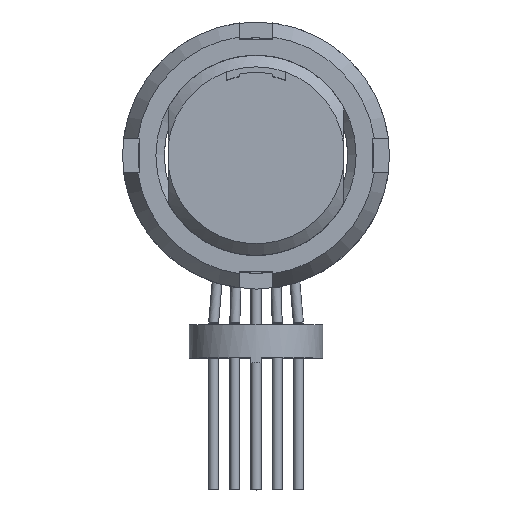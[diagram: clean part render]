
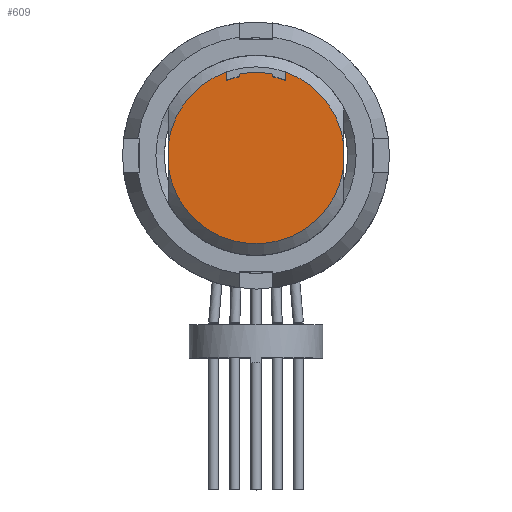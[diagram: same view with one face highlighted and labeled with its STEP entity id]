
A CAD part, top view. The second image highlights one B-rep face of the part: STEP entity #609.
In plain terms, the highlighted planar face has unit normal (0, 0, 1).
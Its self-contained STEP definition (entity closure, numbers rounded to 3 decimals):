
#609 = ADVANCED_FACE( '', ( #1415 ), #1416, .T. );
#1415 = FACE_OUTER_BOUND( '', #2677, .T. );
#1416 = PLANE( '', #2678 );
#2677 = EDGE_LOOP( '', ( #4419, #4420, #4421, #4422, #4423, #4424, #4425, #4426, #4427, #4428, #4429, #4430 ) );
#2678 = AXIS2_PLACEMENT_3D( '', #4431, #4432, #4433 );
#4419 = ORIENTED_EDGE( '', *, *, #6694, .T. );
#4420 = ORIENTED_EDGE( '', *, *, #6695, .T. );
#4421 = ORIENTED_EDGE( '', *, *, #6696, .T. );
#4422 = ORIENTED_EDGE( '', *, *, #6697, .T. );
#4423 = ORIENTED_EDGE( '', *, *, #6698, .T. );
#4424 = ORIENTED_EDGE( '', *, *, #6699, .T. );
#4425 = ORIENTED_EDGE( '', *, *, #6700, .T. );
#4426 = ORIENTED_EDGE( '', *, *, #6701, .F. );
#4427 = ORIENTED_EDGE( '', *, *, #6702, .F. );
#4428 = ORIENTED_EDGE( '', *, *, #6329, .F. );
#4429 = ORIENTED_EDGE( '', *, *, #6703, .F. );
#4430 = ORIENTED_EDGE( '', *, *, #6637, .F. );
#4431 = CARTESIAN_POINT( '', ( 5.065, 0., 16.5 ) );
#4432 = DIRECTION( '', ( 0., 0., 1. ) );
#4433 = DIRECTION( '', ( 1., 0., 0. ) );
#6329 = EDGE_CURVE( '', #7351, #7352, #7353, .T. );
#6637 = EDGE_CURVE( '', #7879, #7880, #7881, .T. );
#6694 = EDGE_CURVE( '', #7879, #7965, #7966, .T. );
#6695 = EDGE_CURVE( '', #7965, #7967, #7968, .T. );
#6696 = EDGE_CURVE( '', #7967, #7969, #7970, .T. );
#6697 = EDGE_CURVE( '', #7969, #7971, #7972, .T. );
#6698 = EDGE_CURVE( '', #7971, #7973, #7974, .T. );
#6699 = EDGE_CURVE( '', #7973, #7975, #7976, .T. );
#6700 = EDGE_CURVE( '', #7975, #7977, #7978, .T. );
#6701 = EDGE_CURVE( '', #7979, #7977, #7980, .T. );
#6702 = EDGE_CURVE( '', #7352, #7979, #7981, .T. );
#6703 = EDGE_CURVE( '', #7880, #7351, #7982, .T. );
#7351 = VERTEX_POINT( '', #8841 );
#7352 = VERTEX_POINT( '', #8842 );
#7353 = CIRCLE( '', #8843, 5. );
#7879 = VERTEX_POINT( '', #9768 );
#7880 = VERTEX_POINT( '', #9769 );
#7881 = CIRCLE( '', #9770, 4.805 );
#7965 = VERTEX_POINT( '', #9942 );
#7966 = LINE( '', #9943, #9944 );
#7967 = VERTEX_POINT( '', #9945 );
#7968 = CIRCLE( '', #9946, 5.3 );
#7969 = VERTEX_POINT( '', #9947 );
#7970 = LINE( '', #9948, #9949 );
#7971 = VERTEX_POINT( '', #9950 );
#7972 = CIRCLE( '', #9951, 5.3 );
#7973 = VERTEX_POINT( '', #9952 );
#7974 = LINE( '', #9953, #9954 );
#7975 = VERTEX_POINT( '', #9955 );
#7976 = CIRCLE( '', #9956, 5.3 );
#7977 = VERTEX_POINT( '', #9957 );
#7978 = LINE( '', #9958, #9959 );
#7979 = VERTEX_POINT( '', #9960 );
#7980 = CIRCLE( '', #9961, 4.805 );
#7981 = LINE( '', #9962, #9963 );
#7982 = LINE( '', #9964, #9965 );
#8841 = CARTESIAN_POINT( '', ( -1.01, 4.867, 16.5 ) );
#8842 = CARTESIAN_POINT( '', ( 1.01, 4.867, 16.5 ) );
#8843 = AXIS2_PLACEMENT_3D( '', #11490, #11491, #11492 );
#9768 = CARTESIAN_POINT( '', ( -1.75, 4.476, 16.5 ) );
#9769 = CARTESIAN_POINT( '', ( -1.01, 4.698, 16.5 ) );
#9770 = AXIS2_PLACEMENT_3D( '', #11832, #11833, #11834 );
#9942 = CARTESIAN_POINT( '', ( -1.75, 5.003, 16.5 ) );
#9943 = CARTESIAN_POINT( '', ( -1.75, 2.501, 16.5 ) );
#9944 = VECTOR( '', #11887, 1000. );
#9945 = CARTESIAN_POINT( '', ( -5.25, 0.726, 16.5 ) );
#9946 = AXIS2_PLACEMENT_3D( '', #11888, #11889, #11890 );
#9947 = CARTESIAN_POINT( '', ( -5.25, -0.726, 16.5 ) );
#9948 = CARTESIAN_POINT( '', ( -5.25, -1.452, 16.5 ) );
#9949 = VECTOR( '', #11891, 1000. );
#9950 = CARTESIAN_POINT( '', ( 5.25, -0.726, 16.5 ) );
#9951 = AXIS2_PLACEMENT_3D( '', #11892, #11893, #11894 );
#9952 = CARTESIAN_POINT( '', ( 5.25, 0.726, 16.5 ) );
#9953 = CARTESIAN_POINT( '', ( 5.25, 1.452, 16.5 ) );
#9954 = VECTOR( '', #11895, 1000. );
#9955 = CARTESIAN_POINT( '', ( 1.75, 5.003, 16.5 ) );
#9956 = AXIS2_PLACEMENT_3D( '', #11896, #11897, #11898 );
#9957 = CARTESIAN_POINT( '', ( 1.75, 4.476, 16.5 ) );
#9958 = CARTESIAN_POINT( '', ( 1.75, -2.501, 16.5 ) );
#9959 = VECTOR( '', #11899, 1000. );
#9960 = CARTESIAN_POINT( '', ( 1.01, 4.698, 16.5 ) );
#9961 = AXIS2_PLACEMENT_3D( '', #11900, #11901, #11902 );
#9962 = CARTESIAN_POINT( '', ( 1.01, 2.207, 16.5 ) );
#9963 = VECTOR( '', #11903, 1000. );
#9964 = CARTESIAN_POINT( '', ( -1.01, 2.433, 16.5 ) );
#9965 = VECTOR( '', #11904, 1000. );
#11490 = CARTESIAN_POINT( '', ( 0., -0.03, 16.5 ) );
#11491 = DIRECTION( '', ( 0., 0., -1. ) );
#11492 = DIRECTION( '', ( 1., 0., 0. ) );
#11832 = CARTESIAN_POINT( '', ( 0., 0., 16.5 ) );
#11833 = DIRECTION( '', ( 0., 0., -1. ) );
#11834 = DIRECTION( '', ( -1., 0., 0. ) );
#11887 = DIRECTION( '', ( 0., 1., 0. ) );
#11888 = CARTESIAN_POINT( '', ( 0., 0., 16.5 ) );
#11889 = DIRECTION( '', ( 0., 0., 1. ) );
#11890 = DIRECTION( '', ( 1., 0., 0. ) );
#11891 = DIRECTION( '', ( 0., -1., 0. ) );
#11892 = CARTESIAN_POINT( '', ( 0., 0., 16.5 ) );
#11893 = DIRECTION( '', ( 0., 0., 1. ) );
#11894 = DIRECTION( '', ( 1., 0., 0. ) );
#11895 = DIRECTION( '', ( 0., 1., 0. ) );
#11896 = CARTESIAN_POINT( '', ( 0., 0., 16.5 ) );
#11897 = DIRECTION( '', ( 0., 0., 1. ) );
#11898 = DIRECTION( '', ( 1., 0., 0. ) );
#11899 = DIRECTION( '', ( 0., -1., 0. ) );
#11900 = CARTESIAN_POINT( '', ( 0., 0., 16.5 ) );
#11901 = DIRECTION( '', ( 0., 0., -1. ) );
#11902 = DIRECTION( '', ( -1., 0., 0. ) );
#11903 = DIRECTION( '', ( 0., -1., 0. ) );
#11904 = DIRECTION( '', ( 0., 1., 0. ) );
